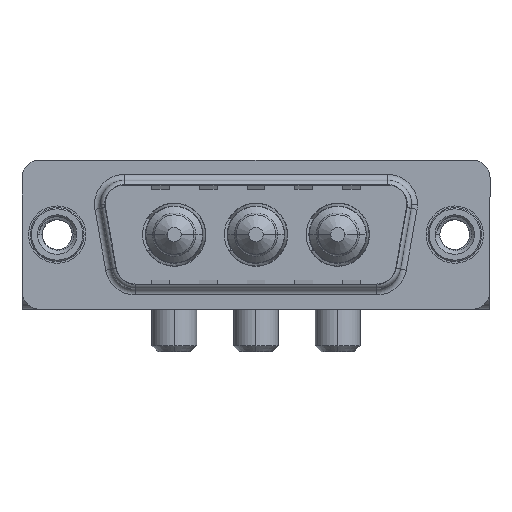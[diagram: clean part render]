
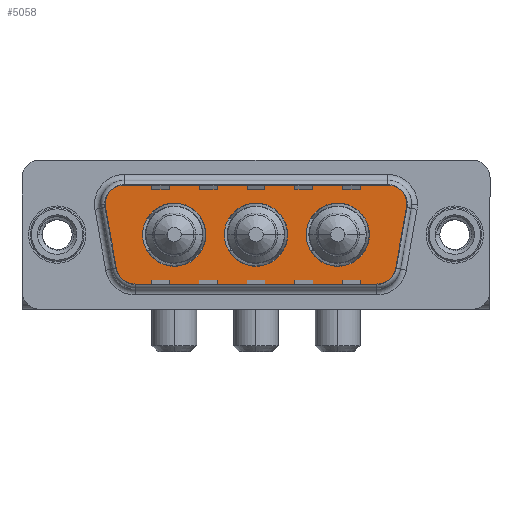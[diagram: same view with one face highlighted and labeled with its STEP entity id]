
A CAD part, top view. The second image highlights one B-rep face of the part: STEP entity #5058.
In plain terms, the highlighted planar face has unit normal (0, 0, 1).
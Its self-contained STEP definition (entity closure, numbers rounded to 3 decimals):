
#290 = VECTOR ( 'NONE', #2580, 1000. ) ;
#321 = CARTESIAN_POINT ( 'NONE',  ( 6.434, -4.9, 0. ) ) ;
#393 = CARTESIAN_POINT ( 'NONE',  ( 29.889, 2.9, 0. ) ) ;
#482 = ORIENTED_EDGE ( 'NONE', *, *, #8937, .T. ) ;
#578 = DIRECTION ( 'NONE',  ( 1., 0., 0. ) ) ;
#590 = ORIENTED_EDGE ( 'NONE', *, *, #6960, .T. ) ;
#652 = VERTEX_POINT ( 'NONE', #10624 ) ;
#692 = ORIENTED_EDGE ( 'NONE', *, *, #9304, .F. ) ;
#786 = FACE_OUTER_BOUND ( 'NONE', #7526, .T. ) ;
#820 = EDGE_CURVE ( 'NONE', #8048, #6148, #3242, .T. ) ;
#847 = DIRECTION ( 'NONE',  ( 1., 0., 0. ) ) ;
#1304 = CARTESIAN_POINT ( 'NONE',  ( 12.45, 0., 0. ) ) ;
#1389 = CARTESIAN_POINT ( 'NONE',  ( 19.3, 0., 0. ) ) ;
#1420 = CIRCLE ( 'NONE', #13131, 2.65 ) ;
#1479 = CARTESIAN_POINT ( 'NONE',  ( 28.836, -3.247, 0. ) ) ;
#1497 = AXIS2_PLACEMENT_3D ( 'NONE', #14596, #13599, #14677 ) ;
#1613 = EDGE_CURVE ( 'NONE', #2780, #8026, #13539, .T. ) ;
#1693 = AXIS2_PLACEMENT_3D ( 'NONE', #4023, #15213, #578 ) ;
#1992 = CIRCLE ( 'NONE', #10220, 2.65 ) ;
#2094 = DIRECTION ( 'NONE',  ( 1., 0., 0. ) ) ;
#2114 = DIRECTION ( 'NONE',  ( 0., 0., 1. ) ) ;
#2350 = ORIENTED_EDGE ( 'NONE', *, *, #1613, .F. ) ;
#2443 = DIRECTION ( 'NONE',  ( -1., 0., 0. ) ) ;
#2462 = CARTESIAN_POINT ( 'NONE',  ( 23.5, 0., 0. ) ) ;
#2580 = DIRECTION ( 'NONE',  ( 0.174, 0.985, 0. ) ) ;
#2708 = DIRECTION ( 'NONE',  ( -1., 0., 0. ) ) ;
#2780 = VERTEX_POINT ( 'NONE', #1389 ) ;
#2785 = CARTESIAN_POINT ( 'NONE',  ( 27.889, 2.9, 0. ) ) ;
#2805 = DIRECTION ( 'NONE',  ( 0., 0., 1. ) ) ;
#3020 = EDGE_CURVE ( 'NONE', #8011, #11982, #12936, .T. ) ;
#3116 = ORIENTED_EDGE ( 'NONE', *, *, #7568, .F. ) ;
#3242 = CIRCLE ( 'NONE', #4446, 2. ) ;
#3270 = AXIS2_PLACEMENT_3D ( 'NONE', #10295, #11775, #2094 ) ;
#3462 = DIRECTION ( 'NONE',  ( 0., 0., 1. ) ) ;
#3587 = CARTESIAN_POINT ( 'NONE',  ( 3.441, 2.553, 0. ) ) ;
#3785 = VERTEX_POINT ( 'NONE', #13293 ) ;
#3999 = CARTESIAN_POINT ( 'NONE',  ( 27.889, 4.9, 0. ) ) ;
#4002 = DIRECTION ( 'NONE',  ( 0., 0., 1. ) ) ;
#4023 = CARTESIAN_POINT ( 'NONE',  ( 26.866, -2.9, 0. ) ) ;
#4079 = VERTEX_POINT ( 'NONE', #12977 ) ;
#4110 = AXIS2_PLACEMENT_3D ( 'NONE', #10468, #9385, #6638 ) ;
#4126 = EDGE_CURVE ( 'NONE', #7064, #4079, #7398, .T. ) ;
#4400 = EDGE_CURVE ( 'NONE', #8026, #2780, #1420, .T. ) ;
#4446 = AXIS2_PLACEMENT_3D ( 'NONE', #2785, #9885, #2708 ) ;
#4472 = CIRCLE ( 'NONE', #6195, 2.65 ) ;
#4543 = LINE ( 'NONE', #3587, #6426 ) ;
#4631 = EDGE_LOOP ( 'NONE', ( #2350, #14532 ) ) ;
#4998 = ORIENTED_EDGE ( 'NONE', *, *, #10448, .T. ) ;
#5058 = ADVANCED_FACE ( 'NONE', ( #8057, #6639, #10078, #786 ), #10316, .T. ) ;
#5421 = CARTESIAN_POINT ( 'NONE',  ( 5.411, 4.9, 0. ) ) ;
#5525 = VERTEX_POINT ( 'NONE', #9125 ) ;
#5830 = VERTEX_POINT ( 'NONE', #5421 ) ;
#5981 = AXIS2_PLACEMENT_3D ( 'NONE', #7029, #3462, #8208 ) ;
#6060 = CARTESIAN_POINT ( 'NONE',  ( 5.411, 4.9, 0. ) ) ;
#6148 = VERTEX_POINT ( 'NONE', #3999 ) ;
#6164 = CARTESIAN_POINT ( 'NONE',  ( 29.859, 2.553, 0. ) ) ;
#6179 = AXIS2_PLACEMENT_3D ( 'NONE', #12806, #2114, #11325 ) ;
#6195 = AXIS2_PLACEMENT_3D ( 'NONE', #2462, #6277, #11987 ) ;
#6238 = CIRCLE ( 'NONE', #13202, 2. ) ;
#6277 = DIRECTION ( 'NONE',  ( 0., 0., 1. ) ) ;
#6333 = CARTESIAN_POINT ( 'NONE',  ( 9.8, 0., 0. ) ) ;
#6426 = VECTOR ( 'NONE', #12007, 1000. ) ;
#6569 = DIRECTION ( 'NONE',  ( 1., 0., 0. ) ) ;
#6638 = DIRECTION ( 'NONE',  ( 1., 0., 0. ) ) ;
#6639 = FACE_BOUND ( 'NONE', #8198, .T. ) ;
#6734 = CIRCLE ( 'NONE', #3270, 2.65 ) ;
#6960 = EDGE_CURVE ( 'NONE', #3785, #15343, #4543, .T. ) ;
#7029 = CARTESIAN_POINT ( 'NONE',  ( 27.889, 2.9, 0. ) ) ;
#7064 = VERTEX_POINT ( 'NONE', #1304 ) ;
#7398 = CIRCLE ( 'NONE', #10397, 2.65 ) ;
#7484 = LINE ( 'NONE', #6164, #290 ) ;
#7526 = EDGE_LOOP ( 'NONE', ( #12887, #4998, #482, #14041, #12597, #12196, #590, #14201, #8903 ) ) ;
#7568 = EDGE_CURVE ( 'NONE', #5525, #652, #4472, .T. ) ;
#7685 = CIRCLE ( 'NONE', #1693, 2. ) ;
#7688 = EDGE_CURVE ( 'NONE', #11982, #13488, #7685, .T. ) ;
#7712 = CARTESIAN_POINT ( 'NONE',  ( 23.5, 0., 0. ) ) ;
#7816 = CARTESIAN_POINT ( 'NONE',  ( 16.65, 0., 0. ) ) ;
#8011 = VERTEX_POINT ( 'NONE', #321 ) ;
#8026 = VERTEX_POINT ( 'NONE', #12329 ) ;
#8048 = VERTEX_POINT ( 'NONE', #393 ) ;
#8057 = FACE_BOUND ( 'NONE', #4631, .T. ) ;
#8078 = CARTESIAN_POINT ( 'NONE',  ( 6.434, -2.9, 0. ) ) ;
#8198 = EDGE_LOOP ( 'NONE', ( #13482, #3116 ) ) ;
#8208 = DIRECTION ( 'NONE',  ( -1., 0., 0. ) ) ;
#8893 = DIRECTION ( 'NONE',  ( 1., 0., 0. ) ) ;
#8903 = ORIENTED_EDGE ( 'NONE', *, *, #3020, .T. ) ;
#8937 = EDGE_CURVE ( 'NONE', #12930, #8048, #12701, .T. ) ;
#9125 = CARTESIAN_POINT ( 'NONE',  ( 20.85, 0., 0. ) ) ;
#9207 = EDGE_CURVE ( 'NONE', #652, #5525, #1992, .T. ) ;
#9304 = EDGE_CURVE ( 'NONE', #4079, #7064, #6734, .T. ) ;
#9350 = VECTOR ( 'NONE', #847, 1000. ) ;
#9385 = DIRECTION ( 'NONE',  ( 0., 0., 1. ) ) ;
#9783 = EDGE_CURVE ( 'NONE', #15343, #8011, #6238, .T. ) ;
#9875 = DIRECTION ( 'NONE',  ( -1., 0., 0. ) ) ;
#9885 = DIRECTION ( 'NONE',  ( 0., 0., 1. ) ) ;
#10078 = FACE_BOUND ( 'NONE', #10478, .T. ) ;
#10220 = AXIS2_PLACEMENT_3D ( 'NONE', #7712, #2805, #8893 ) ;
#10295 = CARTESIAN_POINT ( 'NONE',  ( 9.8, 0., 0. ) ) ;
#10316 = PLANE ( 'NONE',  #6179 ) ;
#10397 = AXIS2_PLACEMENT_3D ( 'NONE', #6333, #4002, #13280 ) ;
#10448 = EDGE_CURVE ( 'NONE', #13488, #12930, #7484, .T. ) ;
#10468 = CARTESIAN_POINT ( 'NONE',  ( 16.65, 0., 0. ) ) ;
#10478 = EDGE_LOOP ( 'NONE', ( #13862, #692 ) ) ;
#10624 = CARTESIAN_POINT ( 'NONE',  ( 26.15, 0., 0. ) ) ;
#10824 = VECTOR ( 'NONE', #9875, 1000. ) ;
#11016 = CIRCLE ( 'NONE', #1497, 2. ) ;
#11313 = CARTESIAN_POINT ( 'NONE',  ( 26.866, -4.9, 0. ) ) ;
#11325 = DIRECTION ( 'NONE',  ( 1., 0., 0. ) ) ;
#11558 = EDGE_CURVE ( 'NONE', #5830, #3785, #11016, .T. ) ;
#11775 = DIRECTION ( 'NONE',  ( 0., 0., 1. ) ) ;
#11982 = VERTEX_POINT ( 'NONE', #11313 ) ;
#11987 = DIRECTION ( 'NONE',  ( 1., 0., 0. ) ) ;
#12007 = DIRECTION ( 'NONE',  ( 0.174, -0.985, 0. ) ) ;
#12196 = ORIENTED_EDGE ( 'NONE', *, *, #11558, .T. ) ;
#12219 = LINE ( 'NONE', #6060, #10824 ) ;
#12329 = CARTESIAN_POINT ( 'NONE',  ( 14., 0., 0. ) ) ;
#12449 = CARTESIAN_POINT ( 'NONE',  ( 4.464, -3.247, 0. ) ) ;
#12597 = ORIENTED_EDGE ( 'NONE', *, *, #15089, .T. ) ;
#12701 = CIRCLE ( 'NONE', #5981, 2. ) ;
#12708 = CARTESIAN_POINT ( 'NONE',  ( 6.434, -4.9, 0. ) ) ;
#12806 = CARTESIAN_POINT ( 'NONE',  ( 26.866, -2.9, 0. ) ) ;
#12887 = ORIENTED_EDGE ( 'NONE', *, *, #7688, .T. ) ;
#12930 = VERTEX_POINT ( 'NONE', #13663 ) ;
#12936 = LINE ( 'NONE', #12708, #9350 ) ;
#12977 = CARTESIAN_POINT ( 'NONE',  ( 7.15, 0., 0. ) ) ;
#13131 = AXIS2_PLACEMENT_3D ( 'NONE', #7816, #14967, #6569 ) ;
#13202 = AXIS2_PLACEMENT_3D ( 'NONE', #8078, #14283, #2443 ) ;
#13280 = DIRECTION ( 'NONE',  ( 1., 0., 0. ) ) ;
#13293 = CARTESIAN_POINT ( 'NONE',  ( 3.441, 2.553, 0. ) ) ;
#13482 = ORIENTED_EDGE ( 'NONE', *, *, #9207, .F. ) ;
#13488 = VERTEX_POINT ( 'NONE', #1479 ) ;
#13539 = CIRCLE ( 'NONE', #4110, 2.65 ) ;
#13599 = DIRECTION ( 'NONE',  ( 0., 0., 1. ) ) ;
#13663 = CARTESIAN_POINT ( 'NONE',  ( 29.859, 2.553, 0. ) ) ;
#13862 = ORIENTED_EDGE ( 'NONE', *, *, #4126, .F. ) ;
#14041 = ORIENTED_EDGE ( 'NONE', *, *, #820, .T. ) ;
#14201 = ORIENTED_EDGE ( 'NONE', *, *, #9783, .T. ) ;
#14283 = DIRECTION ( 'NONE',  ( 0., 0., 1. ) ) ;
#14532 = ORIENTED_EDGE ( 'NONE', *, *, #4400, .F. ) ;
#14596 = CARTESIAN_POINT ( 'NONE',  ( 5.411, 2.9, 0. ) ) ;
#14677 = DIRECTION ( 'NONE',  ( 1., 0., 0. ) ) ;
#14967 = DIRECTION ( 'NONE',  ( 0., 0., 1. ) ) ;
#15089 = EDGE_CURVE ( 'NONE', #6148, #5830, #12219, .T. ) ;
#15213 = DIRECTION ( 'NONE',  ( 0., 0., 1. ) ) ;
#15343 = VERTEX_POINT ( 'NONE', #12449 ) ;
